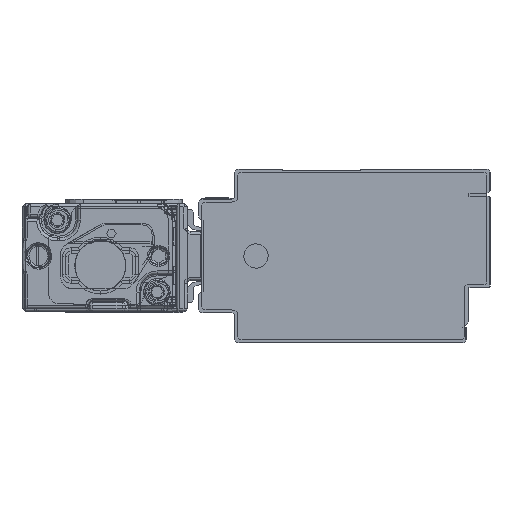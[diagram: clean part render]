
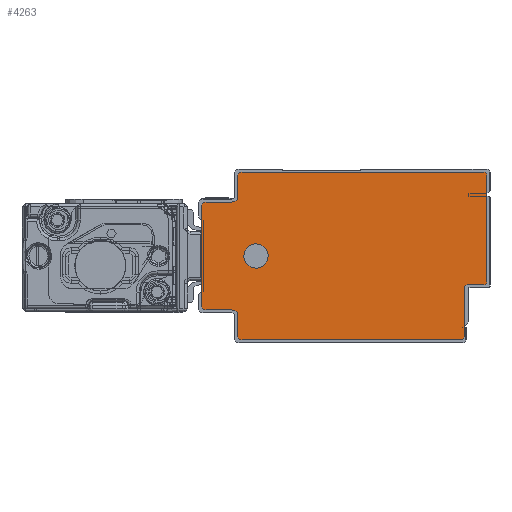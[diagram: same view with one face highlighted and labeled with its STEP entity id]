
A CAD part, left-side view. The second image highlights one B-rep face of the part: STEP entity #4263.
In plain terms, the highlighted planar face has unit normal (-1, 0, 0).
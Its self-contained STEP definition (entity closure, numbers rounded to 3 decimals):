
#1811=AXIS2_PLACEMENT_3D('Circle Axis2P3D',#1809,#1810,$) ;
#1849=AXIS2_PLACEMENT_3D('Circle Axis2P3D',#1847,#1848,$) ;
#1887=AXIS2_PLACEMENT_3D('Circle Axis2P3D',#1885,#1886,$) ;
#1925=AXIS2_PLACEMENT_3D('Circle Axis2P3D',#1923,#1924,$) ;
#4133=AXIS2_PLACEMENT_3D('Circle Axis2P3D',#4131,#4132,$) ;
#4153=AXIS2_PLACEMENT_3D('Plane Axis2P3D',#4150,#4151,#4152) ;
#4157=AXIS2_PLACEMENT_3D('Circle Axis2P3D',#4155,#4156,$) ;
#4171=AXIS2_PLACEMENT_3D('Circle Axis2P3D',#4169,#4170,$) ;
#4185=AXIS2_PLACEMENT_3D('Circle Axis2P3D',#4183,#4184,$) ;
#4199=AXIS2_PLACEMENT_3D('Circle Axis2P3D',#4197,#4198,$) ;
#4213=AXIS2_PLACEMENT_3D('Circle Axis2P3D',#4211,#4212,$) ;
#4247=AXIS2_PLACEMENT_3D('Circle Axis2P3D',#4245,#4246,$) ;
#4256=AXIS2_PLACEMENT_3D('Circle Axis2P3D',#4254,#4255,$) ;
#1767=CARTESIAN_POINT('Line Origine',(-2975.5,-3.5,19.1)) ;
#1771=CARTESIAN_POINT('Vertex',(-2975.5,-3.5,28.)) ;
#1773=CARTESIAN_POINT('Vertex',(-2975.5,-3.5,10.2)) ;
#1809=CARTESIAN_POINT('Axis2P3D Location',(-2975.5,-3.,28.)) ;
#1813=CARTESIAN_POINT('Vertex',(-2975.5,-3.,28.5)) ;
#1828=CARTESIAN_POINT('Line Origine',(-2975.5,17.25,28.5)) ;
#1832=CARTESIAN_POINT('Vertex',(-2975.5,37.5,28.5)) ;
#1847=CARTESIAN_POINT('Axis2P3D Location',(-2975.5,37.5,28.)) ;
#1851=CARTESIAN_POINT('Vertex',(-2975.5,38.,28.)) ;
#1866=CARTESIAN_POINT('Line Origine',(-2975.5,38.,26.25)) ;
#1870=CARTESIAN_POINT('Vertex',(-2975.5,38.,24.5)) ;
#1885=CARTESIAN_POINT('Axis2P3D Location',(-2975.5,39.,24.5)) ;
#1889=CARTESIAN_POINT('Vertex',(-2975.5,39.,23.5)) ;
#1904=CARTESIAN_POINT('Line Origine',(-2975.5,41.25,23.5)) ;
#1908=CARTESIAN_POINT('Vertex',(-2975.5,43.5,23.5)) ;
#1923=CARTESIAN_POINT('Axis2P3D Location',(-2975.5,43.5,23.)) ;
#1927=CARTESIAN_POINT('Vertex',(-2975.5,44.,23.)) ;
#1942=CARTESIAN_POINT('Line Origine',(-2975.5,44.,14.5)) ;
#1946=CARTESIAN_POINT('Vertex',(-2975.5,44.,6.)) ;
#4131=CARTESIAN_POINT('Axis2P3D Location',(-2975.5,-3.,10.2)) ;
#4135=CARTESIAN_POINT('Vertex',(-2975.5,-3.,9.7)) ;
#4150=CARTESIAN_POINT('Axis2P3D Location',(-2975.5,0.,0.)) ;
#4155=CARTESIAN_POINT('Axis2P3D Location',(-2975.5,43.5,6.)) ;
#4159=CARTESIAN_POINT('Vertex',(-2975.5,43.5,5.5)) ;
#4162=CARTESIAN_POINT('Line Origine',(-2975.5,41.25,5.5)) ;
#4166=CARTESIAN_POINT('Vertex',(-2975.5,39.,5.5)) ;
#4169=CARTESIAN_POINT('Axis2P3D Location',(-2975.5,39.,4.5)) ;
#4173=CARTESIAN_POINT('Vertex',(-2975.5,38.,4.5)) ;
#4176=CARTESIAN_POINT('Line Origine',(-2975.5,38.,2.75)) ;
#4180=CARTESIAN_POINT('Vertex',(-2975.5,38.,1.)) ;
#4183=CARTESIAN_POINT('Axis2P3D Location',(-2975.5,37.5,1.)) ;
#4187=CARTESIAN_POINT('Vertex',(-2975.5,37.5,0.5)) ;
#4190=CARTESIAN_POINT('Line Origine',(-2975.5,19.15,0.5)) ;
#4194=CARTESIAN_POINT('Vertex',(-2975.5,0.8,0.5)) ;
#4197=CARTESIAN_POINT('Axis2P3D Location',(-2975.5,0.8,1.)) ;
#4201=CARTESIAN_POINT('Vertex',(-2975.5,0.3,1.)) ;
#4204=CARTESIAN_POINT('Line Origine',(-2975.5,0.3,5.1)) ;
#4208=CARTESIAN_POINT('Vertex',(-2975.5,0.3,9.2)) ;
#4211=CARTESIAN_POINT('Axis2P3D Location',(-2975.5,-0.2,9.2)) ;
#4215=CARTESIAN_POINT('Vertex',(-2975.5,-0.2,9.7)) ;
#4218=CARTESIAN_POINT('Line Origine',(-2975.5,-1.6,9.7)) ;
#4245=CARTESIAN_POINT('Axis2P3D Location',(-2975.5,35.,14.5)) ;
#4249=CARTESIAN_POINT('Vertex',(-2975.5,33.186,13.509)) ;
#4251=CARTESIAN_POINT('Vertex',(-2975.5,36.814,15.491)) ;
#4254=CARTESIAN_POINT('Axis2P3D Location',(-2975.5,35.,14.5)) ;
#1768=DIRECTION('Vector Direction',(0.,0.,-1.)) ;
#1810=DIRECTION('Axis2P3D Direction',(1.,0.,0.)) ;
#1829=DIRECTION('Vector Direction',(0.,1.,0.)) ;
#1848=DIRECTION('Axis2P3D Direction',(1.,0.,0.)) ;
#1867=DIRECTION('Vector Direction',(0.,0.,1.)) ;
#1886=DIRECTION('Axis2P3D Direction',(1.,0.,0.)) ;
#1905=DIRECTION('Vector Direction',(0.,1.,0.)) ;
#1924=DIRECTION('Axis2P3D Direction',(1.,0.,0.)) ;
#1943=DIRECTION('Vector Direction',(0.,0.,1.)) ;
#4132=DIRECTION('Axis2P3D Direction',(1.,0.,0.)) ;
#4151=DIRECTION('Axis2P3D Direction',(1.,0.,0.)) ;
#4152=DIRECTION('Axis2P3D XDirection',(0.,1.,0.)) ;
#4156=DIRECTION('Axis2P3D Direction',(1.,0.,0.)) ;
#4163=DIRECTION('Vector Direction',(0.,-1.,0.)) ;
#4170=DIRECTION('Axis2P3D Direction',(1.,0.,0.)) ;
#4177=DIRECTION('Vector Direction',(0.,0.,1.)) ;
#4184=DIRECTION('Axis2P3D Direction',(1.,0.,0.)) ;
#4191=DIRECTION('Vector Direction',(0.,-1.,0.)) ;
#4198=DIRECTION('Axis2P3D Direction',(1.,0.,0.)) ;
#4205=DIRECTION('Vector Direction',(0.,0.,-1.)) ;
#4212=DIRECTION('Axis2P3D Direction',(1.,0.,0.)) ;
#4219=DIRECTION('Vector Direction',(0.,1.,0.)) ;
#4246=DIRECTION('Axis2P3D Direction',(1.,0.,0.)) ;
#4255=DIRECTION('Axis2P3D Direction',(1.,0.,0.)) ;
#1769=VECTOR('Line Direction',#1768,1.) ;
#1830=VECTOR('Line Direction',#1829,1.) ;
#1868=VECTOR('Line Direction',#1867,1.) ;
#1906=VECTOR('Line Direction',#1905,1.) ;
#1944=VECTOR('Line Direction',#1943,1.) ;
#4164=VECTOR('Line Direction',#4163,1.) ;
#4178=VECTOR('Line Direction',#4177,1.) ;
#4192=VECTOR('Line Direction',#4191,1.) ;
#4206=VECTOR('Line Direction',#4205,1.) ;
#4220=VECTOR('Line Direction',#4219,1.) ;
#4224=ORIENTED_EDGE('',*,*,#1834,.F.) ;
#4225=ORIENTED_EDGE('',*,*,#1853,.F.) ;
#4226=ORIENTED_EDGE('',*,*,#1872,.F.) ;
#4227=ORIENTED_EDGE('',*,*,#1891,.F.) ;
#4228=ORIENTED_EDGE('',*,*,#1910,.F.) ;
#4229=ORIENTED_EDGE('',*,*,#1929,.F.) ;
#4230=ORIENTED_EDGE('',*,*,#1948,.F.) ;
#4231=ORIENTED_EDGE('',*,*,#4161,.F.) ;
#4232=ORIENTED_EDGE('',*,*,#4168,.F.) ;
#4233=ORIENTED_EDGE('',*,*,#4175,.F.) ;
#4234=ORIENTED_EDGE('',*,*,#4182,.F.) ;
#4235=ORIENTED_EDGE('',*,*,#4189,.F.) ;
#4236=ORIENTED_EDGE('',*,*,#4196,.F.) ;
#4237=ORIENTED_EDGE('',*,*,#4203,.F.) ;
#4238=ORIENTED_EDGE('',*,*,#4210,.F.) ;
#4239=ORIENTED_EDGE('',*,*,#4217,.F.) ;
#4240=ORIENTED_EDGE('',*,*,#4222,.F.) ;
#4241=ORIENTED_EDGE('',*,*,#4137,.F.) ;
#4242=ORIENTED_EDGE('',*,*,#1775,.F.) ;
#4243=ORIENTED_EDGE('',*,*,#1815,.F.) ;
#4260=ORIENTED_EDGE('',*,*,#4253,.T.) ;
#4261=ORIENTED_EDGE('',*,*,#4258,.T.) ;
#4262=FACE_BOUND('',#4259,.T.) ;
#4263=ADVANCED_FACE('\X2\FF8EFF9EFF83FF9EFF68FF70\X0\.2',(#4244,#4262),#4154,.F.) ;
#1812=CIRCLE('generated circle',#1811,0.5) ;
#1850=CIRCLE('generated circle',#1849,0.5) ;
#1888=CIRCLE('generated circle',#1887,1.) ;
#1926=CIRCLE('generated circle',#1925,0.5) ;
#4134=CIRCLE('generated circle',#4133,0.5) ;
#4158=CIRCLE('generated circle',#4157,0.5) ;
#4172=CIRCLE('generated circle',#4171,1.) ;
#4186=CIRCLE('generated circle',#4185,0.5) ;
#4200=CIRCLE('generated circle',#4199,0.5) ;
#4214=CIRCLE('generated circle',#4213,0.5) ;
#4248=CIRCLE('generated circle',#4247,2.067) ;
#4257=CIRCLE('generated circle',#4256,2.067) ;
#1775=EDGE_CURVE('',#1772,#1774,#1770,.T.) ;
#1815=EDGE_CURVE('',#1814,#1772,#1812,.T.) ;
#1834=EDGE_CURVE('',#1833,#1814,#1831,.F.) ;
#1853=EDGE_CURVE('',#1852,#1833,#1850,.T.) ;
#1872=EDGE_CURVE('',#1871,#1852,#1869,.T.) ;
#1891=EDGE_CURVE('',#1890,#1871,#1888,.F.) ;
#1910=EDGE_CURVE('',#1909,#1890,#1907,.F.) ;
#1929=EDGE_CURVE('',#1928,#1909,#1926,.T.) ;
#1948=EDGE_CURVE('',#1947,#1928,#1945,.T.) ;
#4137=EDGE_CURVE('',#1774,#4136,#4134,.T.) ;
#4161=EDGE_CURVE('',#4160,#1947,#4158,.T.) ;
#4168=EDGE_CURVE('',#4167,#4160,#4165,.F.) ;
#4175=EDGE_CURVE('',#4174,#4167,#4172,.F.) ;
#4182=EDGE_CURVE('',#4181,#4174,#4179,.T.) ;
#4189=EDGE_CURVE('',#4188,#4181,#4186,.T.) ;
#4196=EDGE_CURVE('',#4195,#4188,#4193,.F.) ;
#4203=EDGE_CURVE('',#4202,#4195,#4200,.T.) ;
#4210=EDGE_CURVE('',#4209,#4202,#4207,.T.) ;
#4217=EDGE_CURVE('',#4216,#4209,#4214,.F.) ;
#4222=EDGE_CURVE('',#4136,#4216,#4221,.T.) ;
#4253=EDGE_CURVE('',#4250,#4252,#4248,.T.) ;
#4258=EDGE_CURVE('',#4252,#4250,#4257,.T.) ;
#4223=EDGE_LOOP('',(#4224,#4225,#4226,#4227,#4228,#4229,#4230,#4231,#4232,#4233,#4234,#4235,#4236,#4237,#4238,#4239,#4240,#4241,#4242,#4243)) ;
#4259=EDGE_LOOP('',(#4260,#4261)) ;
#4244=FACE_OUTER_BOUND('',#4223,.T.) ;
#1770=LINE('Line',#1767,#1769) ;
#1831=LINE('Line',#1828,#1830) ;
#1869=LINE('Line',#1866,#1868) ;
#1907=LINE('Line',#1904,#1906) ;
#1945=LINE('Line',#1942,#1944) ;
#4165=LINE('Line',#4162,#4164) ;
#4179=LINE('Line',#4176,#4178) ;
#4193=LINE('Line',#4190,#4192) ;
#4207=LINE('Line',#4204,#4206) ;
#4221=LINE('Line',#4218,#4220) ;
#4154=PLANE('Plane',#4153) ;
#1772=VERTEX_POINT('',#1771) ;
#1774=VERTEX_POINT('',#1773) ;
#1814=VERTEX_POINT('',#1813) ;
#1833=VERTEX_POINT('',#1832) ;
#1852=VERTEX_POINT('',#1851) ;
#1871=VERTEX_POINT('',#1870) ;
#1890=VERTEX_POINT('',#1889) ;
#1909=VERTEX_POINT('',#1908) ;
#1928=VERTEX_POINT('',#1927) ;
#1947=VERTEX_POINT('',#1946) ;
#4136=VERTEX_POINT('',#4135) ;
#4160=VERTEX_POINT('',#4159) ;
#4167=VERTEX_POINT('',#4166) ;
#4174=VERTEX_POINT('',#4173) ;
#4181=VERTEX_POINT('',#4180) ;
#4188=VERTEX_POINT('',#4187) ;
#4195=VERTEX_POINT('',#4194) ;
#4202=VERTEX_POINT('',#4201) ;
#4209=VERTEX_POINT('',#4208) ;
#4216=VERTEX_POINT('',#4215) ;
#4250=VERTEX_POINT('',#4249) ;
#4252=VERTEX_POINT('',#4251) ;
